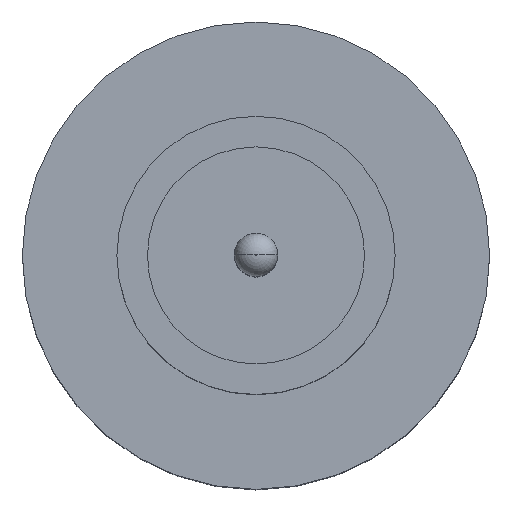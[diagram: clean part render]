
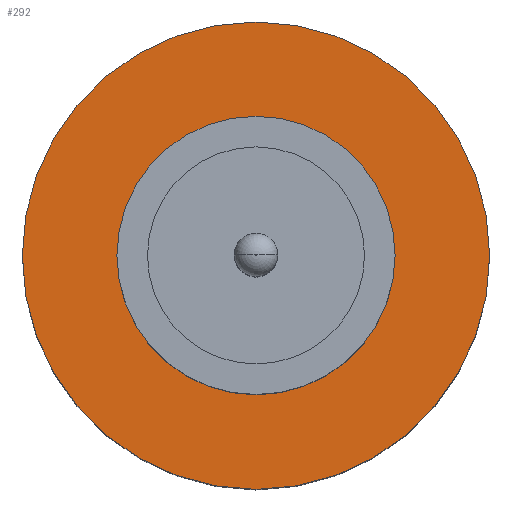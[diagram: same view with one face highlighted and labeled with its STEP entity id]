
A CAD part, top view. The second image highlights one B-rep face of the part: STEP entity #292.
In plain terms, the highlighted planar face has unit normal (0, 0, 1).
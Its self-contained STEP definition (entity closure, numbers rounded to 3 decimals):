
#34 = CARTESIAN_POINT ( 'NONE',  ( 1.25, 0., 1.55 ) ) ;
#35 = DIRECTION ( 'NONE',  ( 0., 0., 1. ) ) ;
#73 = FACE_OUTER_BOUND ( 'NONE', #643, .T. ) ;
#96 = DIRECTION ( 'NONE',  ( 1., 0., 0. ) ) ;
#115 = EDGE_LOOP ( 'NONE', ( #624, #843 ) ) ;
#117 = CARTESIAN_POINT ( 'NONE',  ( 2.1, 0., 1.55 ) ) ;
#187 = CARTESIAN_POINT ( 'NONE',  ( 0., 0., 1.55 ) ) ;
#193 = CIRCLE ( 'NONE', #866, 2.1 ) ;
#260 = CARTESIAN_POINT ( 'NONE',  ( 0., 0., 1.55 ) ) ;
#265 = EDGE_CURVE ( 'NONE', #851, #522, #799, .T. ) ;
#267 = DIRECTION ( 'NONE',  ( 0., 0., 1. ) ) ;
#292 = ADVANCED_FACE ( 'NONE', ( #619, #73 ), #757, .T. ) ;
#305 = CARTESIAN_POINT ( 'NONE',  ( 0., 0., 1.55 ) ) ;
#383 = DIRECTION ( 'NONE',  ( 1., 0., 0. ) ) ;
#392 = DIRECTION ( 'NONE',  ( 1., 0., 0. ) ) ;
#410 = ORIENTED_EDGE ( 'NONE', *, *, #675, .T. ) ;
#451 = CARTESIAN_POINT ( 'NONE',  ( -1.25, 0., 1.55 ) ) ;
#467 = DIRECTION ( 'NONE',  ( 0., 0., 1. ) ) ;
#515 = AXIS2_PLACEMENT_3D ( 'NONE', #260, #820, #554 ) ;
#522 = VERTEX_POINT ( 'NONE', #734 ) ;
#525 = CARTESIAN_POINT ( 'NONE',  ( 0., 0., 1.55 ) ) ;
#534 = EDGE_CURVE ( 'NONE', #568, #576, #871, .T. ) ;
#541 = CARTESIAN_POINT ( 'NONE',  ( 0., 0., 1.55 ) ) ;
#543 = AXIS2_PLACEMENT_3D ( 'NONE', #525, #594, #383 ) ;
#548 = DIRECTION ( 'NONE',  ( 1., 0., 0. ) ) ;
#554 = DIRECTION ( 'NONE',  ( 1., 0., 0. ) ) ;
#568 = VERTEX_POINT ( 'NONE', #451 ) ;
#571 = EDGE_CURVE ( 'NONE', #576, #568, #848, .T. ) ;
#576 = VERTEX_POINT ( 'NONE', #34 ) ;
#594 = DIRECTION ( 'NONE',  ( 0., 0., 1. ) ) ;
#619 = FACE_BOUND ( 'NONE', #115, .T. ) ;
#624 = ORIENTED_EDGE ( 'NONE', *, *, #571, .F. ) ;
#643 = EDGE_LOOP ( 'NONE', ( #410, #787 ) ) ;
#675 = EDGE_CURVE ( 'NONE', #522, #851, #193, .T. ) ;
#679 = AXIS2_PLACEMENT_3D ( 'NONE', #305, #35, #96 ) ;
#734 = CARTESIAN_POINT ( 'NONE',  ( -2.1, 0., 1.55 ) ) ;
#757 = PLANE ( 'NONE',  #515 ) ;
#787 = ORIENTED_EDGE ( 'NONE', *, *, #265, .T. ) ;
#799 = CIRCLE ( 'NONE', #869, 2.1 ) ;
#820 = DIRECTION ( 'NONE',  ( 0., 0., 1. ) ) ;
#843 = ORIENTED_EDGE ( 'NONE', *, *, #534, .F. ) ;
#848 = CIRCLE ( 'NONE', #679, 1.25 ) ;
#851 = VERTEX_POINT ( 'NONE', #117 ) ;
#866 = AXIS2_PLACEMENT_3D ( 'NONE', #541, #467, #392 ) ;
#869 = AXIS2_PLACEMENT_3D ( 'NONE', #187, #267, #548 ) ;
#871 = CIRCLE ( 'NONE', #543, 1.25 ) ;
